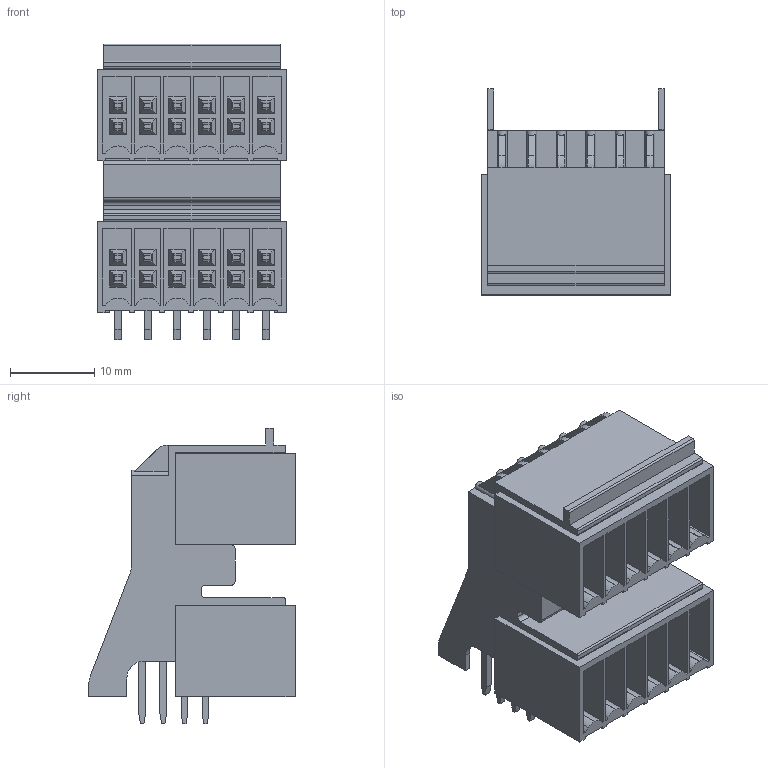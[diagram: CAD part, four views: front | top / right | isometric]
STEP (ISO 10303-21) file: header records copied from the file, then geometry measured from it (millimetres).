
FILE_DESCRIPTION(('CATIA V5 STEP Exchange','CAx-IF Rec.Pracs.--- Model Styling and Organization---1.2---2011-12-15'),'2;1');
FILE_NAME ('D1451379_0_1357840000_1357840000.stp','2018-09-18T11:38:30+00:00',('none'),('Weidmueller'),'CATIA Version 5-6 Release 2014','CATIA V5 STEP AP214','none');
FILE_SCHEMA(('AUTOMOTIVE_DESIGN { 1 0 10303 214 1 1 1 1 }'));
Length unit declared in the file: millimetre
Products named in the file (1): 1357840000
Bounding box: 22.4 x 24.4 x 35 mm (x, y, z)
Volume: 8111.2 mm3; surface area: 11013.8 mm2
Topology: 25 solids, 25 shells, 843 faces, 2243 edges, 1480 vertices
Faces by surface type: plane 781, cylinder 62
Entity records: 24323 total; most frequent: ORIENTED_EDGE 4486, CARTESIAN_POINT 4468, DIRECTION 3305, EDGE_CURVE 2243, VECTOR 1997, LINE 1997, VERTEX_POINT 1480, EDGE_LOOP 921
